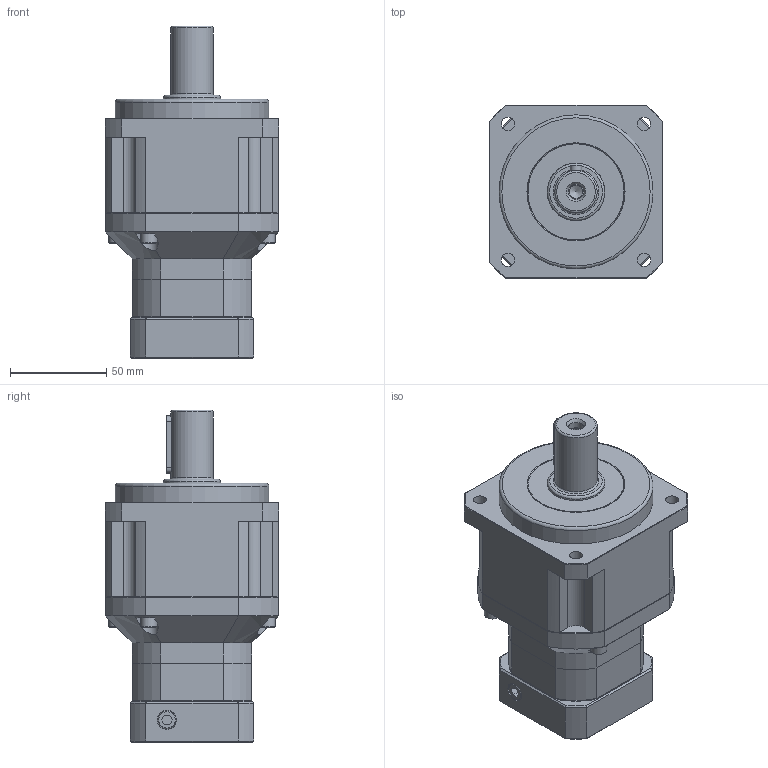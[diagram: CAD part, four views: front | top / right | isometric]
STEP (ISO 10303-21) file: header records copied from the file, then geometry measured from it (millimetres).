
FILE_DESCRIPTION((''),'2;1');
FILE_NAME('PGX90S-H-2.stp','2013-08-27T14:31:51',('young'),(''),'Autodesk Inventor 2012','Autodesk Inventor 2012','');
FILE_SCHEMA(('AUTOMOTIVE_DESIGN { 1 0 10303 214 1 1 1 1 }'));
Length unit declared in the file: millimetre
Products named in the file (1): PGX90S-H-2
Bounding box: 90 x 90 x 172.5 mm (x, y, z)
Volume: 693284.9 mm3; surface area: 116399.5 mm2
Topology: 21 solids, 21 shells, 624 faces, 1450 edges, 910 vertices
Faces by surface type: plane 357, cylinder 137, cone 97, torus 18, bspline 15
Full cylindrical faces by diameter (mm): 3.3 x5, 4 x1, 4.2 x12, 4.5 x5, 5 x8, 5.5 x8, 6.8 x5, 7 x1, 8 x5, 8.5 x8, 9 x4, 9.5 x2, 14.2 x1, 17 x1, 19.8 x1, 20 x1, 22 x1, 29.8 x1, 30 x1, 35 x2, 42 x1, 50 x5, 80 x1
Entity records: 17876 total; most frequent: CARTESIAN_POINT 4188, DIRECTION 2847, ORIENTED_EDGE 2532, EDGE_CURVE 1266, AXIS2_PLACEMENT_3D 1078, VERTEX_POINT 875, EDGE_LOOP 863, VECTOR 691
